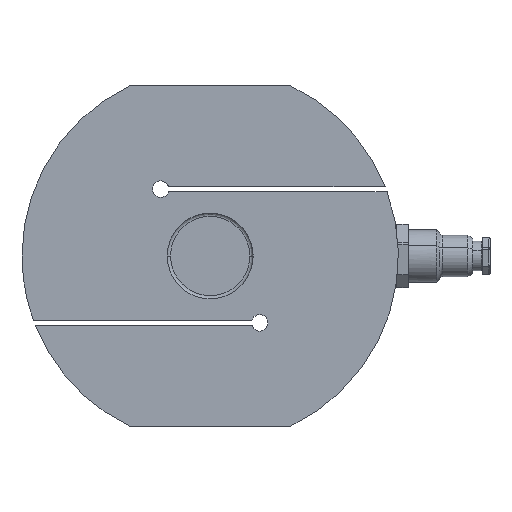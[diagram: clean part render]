
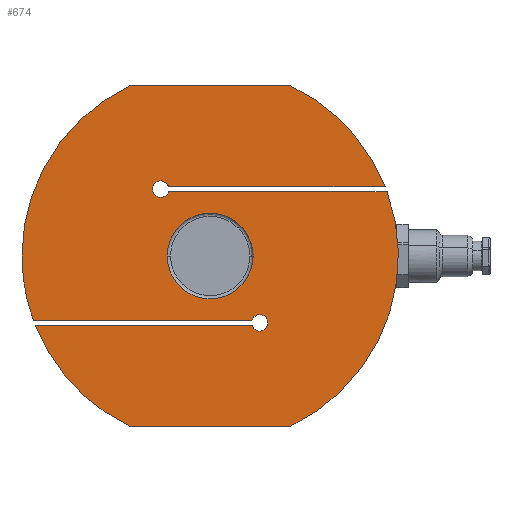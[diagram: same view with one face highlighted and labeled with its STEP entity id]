
A CAD part, front view. The second image highlights one B-rep face of the part: STEP entity #674.
In plain terms, the highlighted planar face has unit normal (0, -1, 0).
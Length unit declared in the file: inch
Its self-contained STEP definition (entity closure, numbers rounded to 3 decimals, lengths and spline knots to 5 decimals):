
#44 = CARTESIAN_POINT ( 'NONE',  ( -0.49666, -0.98425, 2.79528 ) ) ;
#64 = CARTESIAN_POINT ( 'NONE',  ( 4.74767, -0.98425, 2.79528 ) ) ;
#77 = VERTEX_POINT ( 'NONE', #1075 ) ;
#109 = AXIS2_PLACEMENT_3D ( 'NONE', #1011, #2249, #1664 ) ;
#122 = DIRECTION ( 'NONE',  ( 0., 1., 0. ) ) ;
#123 = EDGE_CURVE ( 'NONE', #1860, #1000, #851, .T. ) ;
#128 = AXIS2_PLACEMENT_3D ( 'NONE', #1028, #3012, #3308 ) ;
#230 = EDGE_CURVE ( 'NONE', #3683, #1556, #3282, .T. ) ;
#267 = CARTESIAN_POINT ( 'NONE',  ( 0.59055, -0.98425, 1.23031 ) ) ;
#268 = VECTOR ( 'NONE', #3055, 39.37008 ) ;
#293 = CARTESIAN_POINT ( 'NONE',  ( 2.08624, -0.98425, 2.85433 ) ) ;
#311 = VECTOR ( 'NONE', #907, 39.37008 ) ;
#351 = ORIENTED_EDGE ( 'NONE', *, *, #783, .T. ) ;
#399 = CIRCLE ( 'NONE', #128, 0.09843 ) ;
#404 = EDGE_LOOP ( 'NONE', ( #2193, #351 ) ) ;
#429 = DIRECTION ( 'NONE',  ( -1., 0., 0. ) ) ;
#445 = AXIS2_PLACEMENT_3D ( 'NONE', #2500, #517, #499 ) ;
#469 = CARTESIAN_POINT ( 'NONE',  ( -2.24725, -0.98425, 1.25984 ) ) ;
#499 = DIRECTION ( 'NONE',  ( 1., 0., 0. ) ) ;
#509 = CARTESIAN_POINT ( 'NONE',  ( -0.96175, -0.98425, 0. ) ) ;
#517 = DIRECTION ( 'NONE',  ( 0., -1., 0. ) ) ;
#603 = CIRCLE ( 'NONE', #2643, 0.51181 ) ;
#674 = ADVANCED_FACE ( 'NONE', ( #1245, #2203 ), #4127, .T. ) ;
#688 = EDGE_CURVE ( 'NONE', #1649, #1464, #838, .T. ) ;
#695 = DIRECTION ( 'NONE',  ( -1., 0., 0. ) ) ;
#725 = ORIENTED_EDGE ( 'NONE', *, *, #230, .F. ) ;
#783 = EDGE_CURVE ( 'NONE', #3206, #1873, #3832, .T. ) ;
#812 = VECTOR ( 'NONE', #2388, 39.37008 ) ;
#828 = CARTESIAN_POINT ( 'NONE',  ( 0., -0.98425, 2.02756 ) ) ;
#830 = CARTESIAN_POINT ( 'NONE',  ( 4.74767, -0.98425, 2.85433 ) ) ;
#836 = CARTESIAN_POINT ( 'NONE',  ( 0., -0.98425, 2.02756 ) ) ;
#838 = LINE ( 'NONE', #4063, #854 ) ;
#851 = CIRCLE ( 'NONE', #2417, 2.24409 ) ;
#854 = VECTOR ( 'NONE', #3148, 39.37008 ) ;
#902 = DIRECTION ( 'NONE',  ( 1., 0., 0. ) ) ;
#907 = DIRECTION ( 'NONE',  ( -1., 0., 0. ) ) ;
#958 = CARTESIAN_POINT ( 'NONE',  ( 0.49666, -0.98425, 1.20079 ) ) ;
#1000 = VERTEX_POINT ( 'NONE', #2544 ) ;
#1011 = CARTESIAN_POINT ( 'NONE',  ( -0.59055, -0.98425, 2.8248 ) ) ;
#1028 = CARTESIAN_POINT ( 'NONE',  ( 0.59055, -0.98425, 1.23031 ) ) ;
#1071 = CARTESIAN_POINT ( 'NONE',  ( 0., -0.98425, 2.02756 ) ) ;
#1075 = CARTESIAN_POINT ( 'NONE',  ( 0.96175, -0.98425, 0. ) ) ;
#1104 = EDGE_CURVE ( 'NONE', #1383, #77, #3252, .T. ) ;
#1156 = EDGE_CURVE ( 'NONE', #3195, #2330, #1443, .T. ) ;
#1186 = VERTEX_POINT ( 'NONE', #2733 ) ;
#1245 = FACE_BOUND ( 'NONE', #404, .T. ) ;
#1293 = CARTESIAN_POINT ( 'NONE',  ( -2.24409, -0.98425, 2.02756 ) ) ;
#1383 = VERTEX_POINT ( 'NONE', #509 ) ;
#1409 = AXIS2_PLACEMENT_3D ( 'NONE', #267, #2545, #3830 ) ;
#1438 = ORIENTED_EDGE ( 'NONE', *, *, #1952, .T. ) ;
#1443 = LINE ( 'NONE', #64, #3289 ) ;
#1464 = VERTEX_POINT ( 'NONE', #958 ) ;
#1488 = ORIENTED_EDGE ( 'NONE', *, *, #2475, .F. ) ;
#1501 = ORIENTED_EDGE ( 'NONE', *, *, #688, .F. ) ;
#1549 = CIRCLE ( 'NONE', #109, 0.09843 ) ;
#1553 = CIRCLE ( 'NONE', #3439, 2.24409 ) ;
#1555 = AXIS2_PLACEMENT_3D ( 'NONE', #836, #1563, #2456 ) ;
#1556 = VERTEX_POINT ( 'NONE', #293 ) ;
#1563 = DIRECTION ( 'NONE',  ( 0., 1., 0. ) ) ;
#1601 = ORIENTED_EDGE ( 'NONE', *, *, #1156, .T. ) ;
#1607 = AXIS2_PLACEMENT_3D ( 'NONE', #3489, #3764, #902 ) ;
#1626 = DIRECTION ( 'NONE',  ( 1., 0., 0. ) ) ;
#1649 = VERTEX_POINT ( 'NONE', #3946 ) ;
#1661 = ORIENTED_EDGE ( 'NONE', *, *, #3138, .F. ) ;
#1664 = DIRECTION ( 'NONE',  ( 1., 0., 0. ) ) ;
#1772 = EDGE_CURVE ( 'NONE', #3683, #1000, #2802, .T. ) ;
#1836 = LINE ( 'NONE', #830, #268 ) ;
#1854 = EDGE_CURVE ( 'NONE', #2218, #1464, #2092, .T. ) ;
#1860 = VERTEX_POINT ( 'NONE', #1293 ) ;
#1873 = VERTEX_POINT ( 'NONE', #2623 ) ;
#1952 = EDGE_CURVE ( 'NONE', #2330, #3317, #1549, .T. ) ;
#2070 = CARTESIAN_POINT ( 'NONE',  ( 2.10869, -0.98425, 2.79528 ) ) ;
#2092 = CIRCLE ( 'NONE', #1409, 0.09843 ) ;
#2127 = CARTESIAN_POINT ( 'NONE',  ( 0.96175, -0.98425, 4.05512 ) ) ;
#2182 = DIRECTION ( 'NONE',  ( 0., 1., 0. ) ) ;
#2193 = ORIENTED_EDGE ( 'NONE', *, *, #3163, .T. ) ;
#2203 = FACE_OUTER_BOUND ( 'NONE', #2602, .T. ) ;
#2218 = VERTEX_POINT ( 'NONE', #2985 ) ;
#2249 = DIRECTION ( 'NONE',  ( 0., 1., 0. ) ) ;
#2330 = VERTEX_POINT ( 'NONE', #44 ) ;
#2342 = DIRECTION ( 'NONE',  ( -1., 0., 0. ) ) ;
#2388 = DIRECTION ( 'NONE',  ( -1., 0., 0. ) ) ;
#2391 = DIRECTION ( 'NONE',  ( 0., 1., 0. ) ) ;
#2417 = AXIS2_PLACEMENT_3D ( 'NONE', #3994, #2391, #695 ) ;
#2456 = DIRECTION ( 'NONE',  ( -1., 0., 0. ) ) ;
#2475 = EDGE_CURVE ( 'NONE', #1383, #1649, #1553, .T. ) ;
#2484 = AXIS2_PLACEMENT_3D ( 'NONE', #2495, #2182, #3403 ) ;
#2495 = CARTESIAN_POINT ( 'NONE',  ( 0., -0.98425, 2.02756 ) ) ;
#2500 = CARTESIAN_POINT ( 'NONE',  ( 0., -0.98425, 2.02756 ) ) ;
#2544 = CARTESIAN_POINT ( 'NONE',  ( -0.96175, -0.98425, 4.05512 ) ) ;
#2545 = DIRECTION ( 'NONE',  ( 0., 1., 0. ) ) ;
#2580 = AXIS2_PLACEMENT_3D ( 'NONE', #1071, #3692, #2342 ) ;
#2590 = ORIENTED_EDGE ( 'NONE', *, *, #1772, .T. ) ;
#2602 = EDGE_LOOP ( 'NONE', ( #725, #2590, #3288, #2637, #3720, #4071, #3367, #1501, #1488, #4137, #1661, #1601, #1438, #4005 ) ) ;
#2623 = CARTESIAN_POINT ( 'NONE',  ( 0.51181, -0.98425, 2.02756 ) ) ;
#2637 = ORIENTED_EDGE ( 'NONE', *, *, #2793, .F. ) ;
#2639 = DIRECTION ( 'NONE',  ( 0., 1., 0. ) ) ;
#2643 = AXIS2_PLACEMENT_3D ( 'NONE', #3949, #2639, #3928 ) ;
#2659 = LINE ( 'NONE', #469, #812 ) ;
#2733 = CARTESIAN_POINT ( 'NONE',  ( -2.10869, -0.98425, 1.25984 ) ) ;
#2760 = VECTOR ( 'NONE', #1626, 39.37008 ) ;
#2793 = EDGE_CURVE ( 'NONE', #1186, #1860, #3914, .T. ) ;
#2802 = LINE ( 'NONE', #3192, #311 ) ;
#2894 = VERTEX_POINT ( 'NONE', #4163 ) ;
#2963 = DIRECTION ( 'NONE',  ( -1., 0., 0. ) ) ;
#2985 = CARTESIAN_POINT ( 'NONE',  ( 0.68898, -0.98425, 1.23031 ) ) ;
#3012 = DIRECTION ( 'NONE',  ( 0., 1., 0. ) ) ;
#3055 = DIRECTION ( 'NONE',  ( 1., 0., 0. ) ) ;
#3121 = EDGE_CURVE ( 'NONE', #2894, #1186, #2659, .T. ) ;
#3138 = EDGE_CURVE ( 'NONE', #3195, #77, #3791, .T. ) ;
#3144 = EDGE_CURVE ( 'NONE', #2894, #2218, #399, .T. ) ;
#3148 = DIRECTION ( 'NONE',  ( 1., 0., 0. ) ) ;
#3163 = EDGE_CURVE ( 'NONE', #1873, #3206, #603, .T. ) ;
#3192 = CARTESIAN_POINT ( 'NONE',  ( 1.59305, -0.98425, 4.05512 ) ) ;
#3195 = VERTEX_POINT ( 'NONE', #2070 ) ;
#3206 = VERTEX_POINT ( 'NONE', #3353 ) ;
#3211 = EDGE_CURVE ( 'NONE', #3317, #1556, #1836, .T. ) ;
#3252 = LINE ( 'NONE', #3854, #2760 ) ;
#3282 = CIRCLE ( 'NONE', #2484, 2.24409 ) ;
#3288 = ORIENTED_EDGE ( 'NONE', *, *, #123, .F. ) ;
#3289 = VECTOR ( 'NONE', #429, 39.37008 ) ;
#3308 = DIRECTION ( 'NONE',  ( 1., 0., 0. ) ) ;
#3317 = VERTEX_POINT ( 'NONE', #3777 ) ;
#3353 = CARTESIAN_POINT ( 'NONE',  ( -0.51181, -0.98425, 2.02756 ) ) ;
#3367 = ORIENTED_EDGE ( 'NONE', *, *, #1854, .T. ) ;
#3403 = DIRECTION ( 'NONE',  ( -1., 0., 0. ) ) ;
#3439 = AXIS2_PLACEMENT_3D ( 'NONE', #828, #122, #2963 ) ;
#3489 = CARTESIAN_POINT ( 'NONE',  ( 0., -0.98425, 2.02756 ) ) ;
#3683 = VERTEX_POINT ( 'NONE', #2127 ) ;
#3692 = DIRECTION ( 'NONE',  ( 0., 1., 0. ) ) ;
#3720 = ORIENTED_EDGE ( 'NONE', *, *, #3121, .F. ) ;
#3764 = DIRECTION ( 'NONE',  ( 0., 1., 0. ) ) ;
#3777 = CARTESIAN_POINT ( 'NONE',  ( -0.49666, -0.98425, 2.85433 ) ) ;
#3791 = CIRCLE ( 'NONE', #2580, 2.24409 ) ;
#3830 = DIRECTION ( 'NONE',  ( 1., 0., 0. ) ) ;
#3832 = CIRCLE ( 'NONE', #1607, 0.51181 ) ;
#3854 = CARTESIAN_POINT ( 'NONE',  ( -0.96175, -0.98425, 0. ) ) ;
#3914 = CIRCLE ( 'NONE', #1555, 2.24409 ) ;
#3928 = DIRECTION ( 'NONE',  ( 1., 0., 0. ) ) ;
#3946 = CARTESIAN_POINT ( 'NONE',  ( -2.08624, -0.98425, 1.20079 ) ) ;
#3949 = CARTESIAN_POINT ( 'NONE',  ( 0., -0.98425, 2.02756 ) ) ;
#3994 = CARTESIAN_POINT ( 'NONE',  ( 0., -0.98425, 2.02756 ) ) ;
#4005 = ORIENTED_EDGE ( 'NONE', *, *, #3211, .T. ) ;
#4063 = CARTESIAN_POINT ( 'NONE',  ( -2.24725, -0.98425, 1.20079 ) ) ;
#4071 = ORIENTED_EDGE ( 'NONE', *, *, #3144, .T. ) ;
#4127 = PLANE ( 'NONE',  #445 ) ;
#4137 = ORIENTED_EDGE ( 'NONE', *, *, #1104, .T. ) ;
#4163 = CARTESIAN_POINT ( 'NONE',  ( 0.49666, -0.98425, 1.25984 ) ) ;
